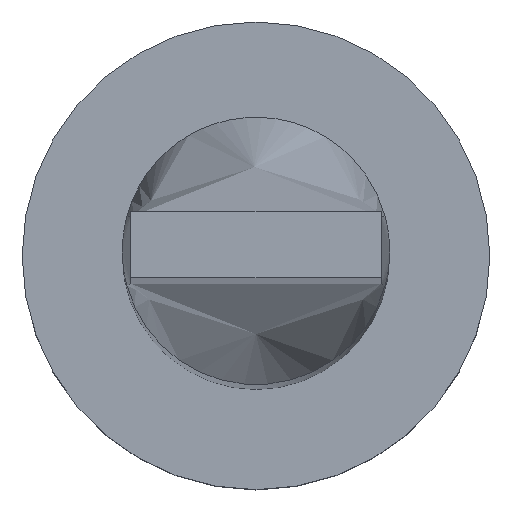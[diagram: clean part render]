
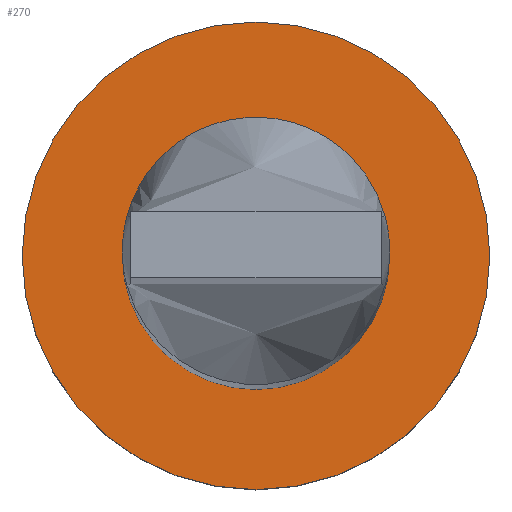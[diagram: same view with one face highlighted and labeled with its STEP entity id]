
A CAD part, top view. The second image highlights one B-rep face of the part: STEP entity #270.
In plain terms, the highlighted planar face has unit normal (0, 0, 1).
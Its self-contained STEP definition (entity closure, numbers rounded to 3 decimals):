
#41 = DIRECTION ( 'NONE',  ( 0., 0., 1. ) ) ;
#48 = AXIS2_PLACEMENT_3D ( 'NONE', #313, #41, #311 ) ;
#49 = DIRECTION ( 'NONE',  ( 1., 0., 0. ) ) ;
#62 = VERTEX_POINT ( 'NONE', #501 ) ;
#75 = CIRCLE ( 'NONE', #516, 4. ) ;
#79 = CIRCLE ( 'NONE', #348, 4. ) ;
#88 = EDGE_LOOP ( 'NONE', ( #267, #191 ) ) ;
#110 = DIRECTION ( 'NONE',  ( 1., 0., 0. ) ) ;
#118 = CARTESIAN_POINT ( 'NONE',  ( 0., 0., 5. ) ) ;
#132 = EDGE_CURVE ( 'NONE', #489, #220, #79, .T. ) ;
#140 = CARTESIAN_POINT ( 'NONE',  ( 4., 0., 5. ) ) ;
#147 = CARTESIAN_POINT ( 'NONE',  ( 0., 0., 5. ) ) ;
#149 = EDGE_LOOP ( 'NONE', ( #351, #431 ) ) ;
#185 = CARTESIAN_POINT ( 'NONE',  ( 0., 0., 5. ) ) ;
#191 = ORIENTED_EDGE ( 'NONE', *, *, #132, .F. ) ;
#198 = DIRECTION ( 'NONE',  ( 0., 0., 1. ) ) ;
#202 = DIRECTION ( 'NONE',  ( 0., 0., 1. ) ) ;
#215 = CIRCLE ( 'NONE', #48, 7. ) ;
#219 = DIRECTION ( 'NONE',  ( 0., 0., 1. ) ) ;
#220 = VERTEX_POINT ( 'NONE', #564 ) ;
#251 = CARTESIAN_POINT ( 'NONE',  ( 0., 0., 5. ) ) ;
#265 = EDGE_CURVE ( 'NONE', #220, #489, #75, .T. ) ;
#267 = ORIENTED_EDGE ( 'NONE', *, *, #265, .F. ) ;
#270 = ADVANCED_FACE ( 'NONE', ( #474, #421 ), #553, .T. ) ;
#311 = DIRECTION ( 'NONE',  ( 1., 0., 0. ) ) ;
#313 = CARTESIAN_POINT ( 'NONE',  ( 0., 0., 5. ) ) ;
#320 = DIRECTION ( 'NONE',  ( 0., 0., 1. ) ) ;
#323 = AXIS2_PLACEMENT_3D ( 'NONE', #251, #198, #430 ) ;
#348 = AXIS2_PLACEMENT_3D ( 'NONE', #185, #320, #498 ) ;
#351 = ORIENTED_EDGE ( 'NONE', *, *, #410, .T. ) ;
#405 = AXIS2_PLACEMENT_3D ( 'NONE', #147, #219, #49 ) ;
#410 = EDGE_CURVE ( 'NONE', #62, #504, #215, .T. ) ;
#421 = FACE_OUTER_BOUND ( 'NONE', #149, .T. ) ;
#430 = DIRECTION ( 'NONE',  ( 1., 0., 0. ) ) ;
#431 = ORIENTED_EDGE ( 'NONE', *, *, #486, .T. ) ;
#443 = CIRCLE ( 'NONE', #405, 7. ) ;
#474 = FACE_BOUND ( 'NONE', #88, .T. ) ;
#486 = EDGE_CURVE ( 'NONE', #504, #62, #443, .T. ) ;
#489 = VERTEX_POINT ( 'NONE', #140 ) ;
#494 = CARTESIAN_POINT ( 'NONE',  ( 7., 0., 5. ) ) ;
#498 = DIRECTION ( 'NONE',  ( 1., 0., 0. ) ) ;
#501 = CARTESIAN_POINT ( 'NONE',  ( -7., 0., 5. ) ) ;
#504 = VERTEX_POINT ( 'NONE', #494 ) ;
#516 = AXIS2_PLACEMENT_3D ( 'NONE', #118, #202, #110 ) ;
#553 = PLANE ( 'NONE',  #323 ) ;
#564 = CARTESIAN_POINT ( 'NONE',  ( -4., 0., 5. ) ) ;
